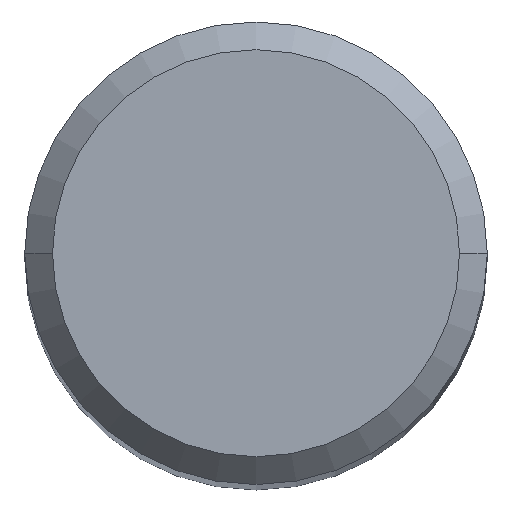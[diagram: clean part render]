
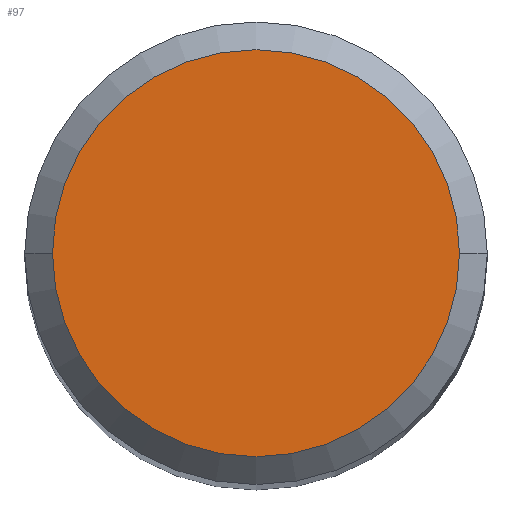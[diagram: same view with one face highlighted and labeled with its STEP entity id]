
A CAD part, top view. The second image highlights one B-rep face of the part: STEP entity #97.
In plain terms, the highlighted planar face has unit normal (0, 0, 1).
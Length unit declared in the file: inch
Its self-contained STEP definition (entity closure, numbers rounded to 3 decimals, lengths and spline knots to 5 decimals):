
#15 = ORIENTED_EDGE ( 'NONE', *, *, #307, .T. ) ;
#18 = ORIENTED_EDGE ( 'NONE', *, *, #49, .T. ) ;
#19 = CIRCLE ( 'NONE', #140, 0.11 ) ;
#49 = EDGE_CURVE ( 'NONE', #194, #186, #139, .T. ) ;
#51 = DIRECTION ( 'NONE',  ( 1., 0., 0. ) ) ;
#57 = CARTESIAN_POINT ( 'NONE',  ( 0., 0., 2.5 ) ) ;
#71 = EDGE_LOOP ( 'NONE', ( #15, #18 ) ) ;
#81 = FACE_OUTER_BOUND ( 'NONE', #71, .T. ) ;
#97 = ADVANCED_FACE ( 'NONE', ( #81 ), #178, .T. ) ;
#101 = DIRECTION ( 'NONE',  ( 0., 0., 1. ) ) ;
#114 = CARTESIAN_POINT ( 'NONE',  ( 0.11, 0., 2.5 ) ) ;
#133 = AXIS2_PLACEMENT_3D ( 'NONE', #255, #199, #51 ) ;
#139 = CIRCLE ( 'NONE', #133, 0.11 ) ;
#140 = AXIS2_PLACEMENT_3D ( 'NONE', #268, #318, #197 ) ;
#177 = DIRECTION ( 'NONE',  ( 1., 0., 0. ) ) ;
#178 = PLANE ( 'NONE',  #223 ) ;
#186 = VERTEX_POINT ( 'NONE', #213 ) ;
#194 = VERTEX_POINT ( 'NONE', #114 ) ;
#197 = DIRECTION ( 'NONE',  ( 1., 0., 0. ) ) ;
#199 = DIRECTION ( 'NONE',  ( 0., 0., 1. ) ) ;
#213 = CARTESIAN_POINT ( 'NONE',  ( -0.11, 0., 2.5 ) ) ;
#223 = AXIS2_PLACEMENT_3D ( 'NONE', #57, #101, #177 ) ;
#255 = CARTESIAN_POINT ( 'NONE',  ( 0., 0., 2.5 ) ) ;
#268 = CARTESIAN_POINT ( 'NONE',  ( 0., 0., 2.5 ) ) ;
#307 = EDGE_CURVE ( 'NONE', #186, #194, #19, .T. ) ;
#318 = DIRECTION ( 'NONE',  ( 0., 0., 1. ) ) ;
